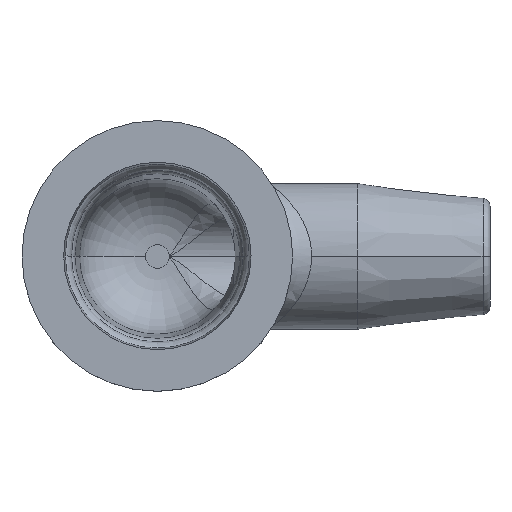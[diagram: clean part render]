
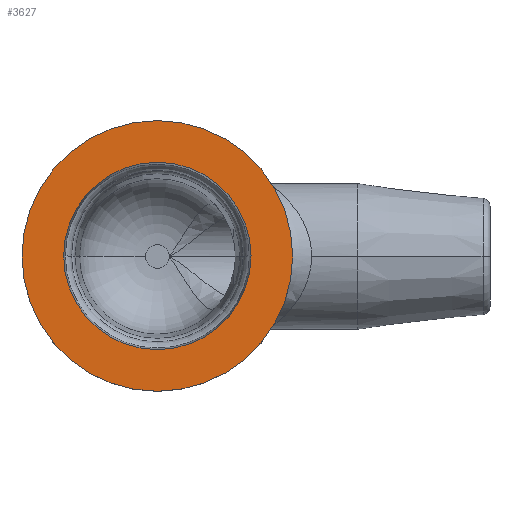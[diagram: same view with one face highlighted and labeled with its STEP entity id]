
A CAD part, top view. The second image highlights one B-rep face of the part: STEP entity #3627.
In plain terms, the highlighted planar face has unit normal (0, 0, 1).
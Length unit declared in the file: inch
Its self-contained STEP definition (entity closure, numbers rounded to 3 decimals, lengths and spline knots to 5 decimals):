
#260 = DIRECTION ( 'NONE',  ( 0., 0., 1. ) ) ;
#549 = CARTESIAN_POINT ( 'NONE',  ( 0., 0., 0. ) ) ;
#558 = EDGE_CURVE ( 'NONE', #4282, #1169, #2546, .T. ) ;
#564 = EDGE_LOOP ( 'NONE', ( #5183, #4997 ) ) ;
#657 = CARTESIAN_POINT ( 'NONE',  ( -0.51215, 0., 0. ) ) ;
#678 = AXIS2_PLACEMENT_3D ( 'NONE', #549, #2319, #4076 ) ;
#694 = FACE_OUTER_BOUND ( 'NONE', #564, .T. ) ;
#1065 = CARTESIAN_POINT ( 'NONE',  ( 0., 0., 0. ) ) ;
#1102 = CIRCLE ( 'NONE', #4330, 0.3545 ) ;
#1119 = DIRECTION ( 'NONE',  ( -1., 0., 0. ) ) ;
#1125 = CARTESIAN_POINT ( 'NONE',  ( 0., 0., 0. ) ) ;
#1140 = CARTESIAN_POINT ( 'NONE',  ( 0.3545, 0., 0. ) ) ;
#1169 = VERTEX_POINT ( 'NONE', #657 ) ;
#1438 = EDGE_LOOP ( 'NONE', ( #4610, #1729 ) ) ;
#1729 = ORIENTED_EDGE ( 'NONE', *, *, #4578, .T. ) ;
#1804 = AXIS2_PLACEMENT_3D ( 'NONE', #1065, #2399, #4156 ) ;
#2024 = DIRECTION ( 'NONE',  ( 1., 0., 0. ) ) ;
#2155 = VERTEX_POINT ( 'NONE', #1140 ) ;
#2319 = DIRECTION ( 'NONE',  ( 0., 0., -1. ) ) ;
#2375 = CIRCLE ( 'NONE', #5584, 0.3545 ) ;
#2399 = DIRECTION ( 'NONE',  ( 0., 0., -1. ) ) ;
#2458 = PLANE ( 'NONE',  #4049 ) ;
#2546 = CIRCLE ( 'NONE', #1804, 0.51215 ) ;
#2892 = DIRECTION ( 'NONE',  ( 0., 0., -1. ) ) ;
#3179 = CIRCLE ( 'NONE', #678, 0.51215 ) ;
#3314 = CARTESIAN_POINT ( 'NONE',  ( 0., 0., 0. ) ) ;
#3396 = EDGE_CURVE ( 'NONE', #1169, #4282, #3179, .T. ) ;
#3627 = ADVANCED_FACE ( 'NONE', ( #4646, #694 ), #2458, .T. ) ;
#3844 = CARTESIAN_POINT ( 'NONE',  ( 0.51215, 0., 0. ) ) ;
#4049 = AXIS2_PLACEMENT_3D ( 'NONE', #4215, #260, #2024 ) ;
#4061 = VERTEX_POINT ( 'NONE', #5372 ) ;
#4076 = DIRECTION ( 'NONE',  ( -1., 0., 0. ) ) ;
#4156 = DIRECTION ( 'NONE',  ( -1., 0., 0. ) ) ;
#4189 = EDGE_CURVE ( 'NONE', #2155, #4061, #2375, .T. ) ;
#4215 = CARTESIAN_POINT ( 'NONE',  ( 0., 0., 0. ) ) ;
#4282 = VERTEX_POINT ( 'NONE', #3844 ) ;
#4330 = AXIS2_PLACEMENT_3D ( 'NONE', #3314, #5061, #1119 ) ;
#4578 = EDGE_CURVE ( 'NONE', #4061, #2155, #1102, .T. ) ;
#4610 = ORIENTED_EDGE ( 'NONE', *, *, #4189, .T. ) ;
#4645 = DIRECTION ( 'NONE',  ( -1., 0., 0. ) ) ;
#4646 = FACE_BOUND ( 'NONE', #1438, .T. ) ;
#4997 = ORIENTED_EDGE ( 'NONE', *, *, #558, .F. ) ;
#5061 = DIRECTION ( 'NONE',  ( 0., 0., -1. ) ) ;
#5183 = ORIENTED_EDGE ( 'NONE', *, *, #3396, .F. ) ;
#5372 = CARTESIAN_POINT ( 'NONE',  ( -0.3545, 0., 0. ) ) ;
#5584 = AXIS2_PLACEMENT_3D ( 'NONE', #1125, #2892, #4645 ) ;
